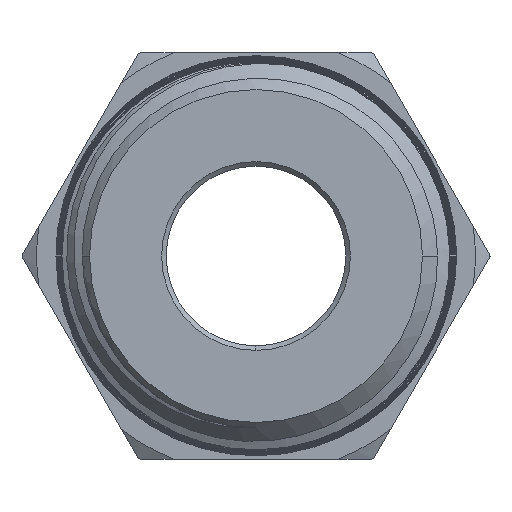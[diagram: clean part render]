
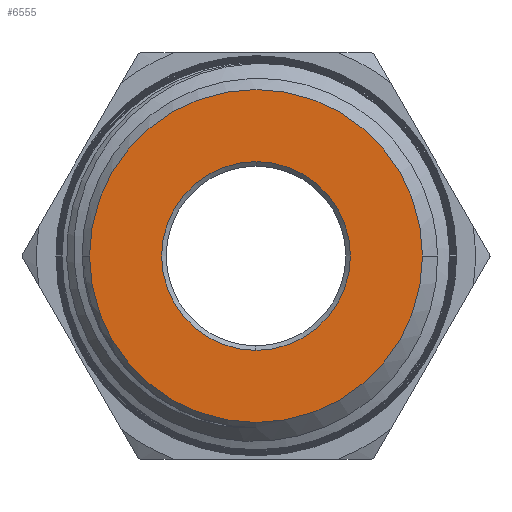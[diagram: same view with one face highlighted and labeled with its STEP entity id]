
A CAD part, left-side view. The second image highlights one B-rep face of the part: STEP entity #6555.
In plain terms, the highlighted planar face has unit normal (-1, 0, 0).
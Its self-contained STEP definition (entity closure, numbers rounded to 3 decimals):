
#2164=CARTESIAN_POINT('',(-23.35,0.,0.));
#2165=DIRECTION('',(-1.,0.,0.));
#2166=DIRECTION('',(0.,1.,0.));
#2167=AXIS2_PLACEMENT_3D('',#2164,#2165,#2166);
#2169=CARTESIAN_POINT('',(-23.35,0.,0.));
#2170=DIRECTION('',(-1.,0.,0.));
#2171=DIRECTION('',(0.,-1.,0.));
#2172=AXIS2_PLACEMENT_3D('',#2169,#2170,#2171);
#2174=CARTESIAN_POINT('',(-23.35,0.,0.));
#2175=DIRECTION('',(1.,0.,0.));
#2176=DIRECTION('',(0.,0.,-1.));
#2177=AXIS2_PLACEMENT_3D('',#2174,#2175,#2176);
#2179=CARTESIAN_POINT('',(-23.35,0.,0.));
#2180=DIRECTION('',(1.,0.,0.));
#2181=DIRECTION('',(0.,0.,1.));
#2182=AXIS2_PLACEMENT_3D('',#2179,#2180,#2181);
#4285=CARTESIAN_POINT('',(-23.35,0.,-6.25));
#4286=CARTESIAN_POINT('',(-23.35,0.,6.25));
#4287=VERTEX_POINT('',#4285);
#4288=VERTEX_POINT('',#4286);
#4302=CARTESIAN_POINT('',(-23.35,11.027,0.));
#4303=CARTESIAN_POINT('',(-23.35,-11.027,0.));
#4304=VERTEX_POINT('',#4302);
#4305=VERTEX_POINT('',#4303);
#6539=CARTESIAN_POINT('',(-23.35,0.,0.));
#6540=DIRECTION('',(-1.,0.,0.));
#6541=DIRECTION('',(0.,1.,0.));
#6542=AXIS2_PLACEMENT_3D('',#6539,#6540,#6541);
#6543=PLANE('',#6542);
#6545=ORIENTED_EDGE('',*,*,#6544,.F.);
#6547=ORIENTED_EDGE('',*,*,#6546,.F.);
#6548=EDGE_LOOP('',(#6545,#6547));
#6549=FACE_OUTER_BOUND('',#6548,.F.);
#6551=ORIENTED_EDGE('',*,*,#6550,.F.);
#6552=ORIENTED_EDGE('',*,*,#6529,.F.);
#6553=EDGE_LOOP('',(#6551,#6552));
#6554=FACE_BOUND('',#6553,.F.);
#2168=CIRCLE('',#2167,11.027);
#2173=CIRCLE('',#2172,11.027);
#2178=CIRCLE('',#2177,6.25);
#2183=CIRCLE('',#2182,6.25);
#6529=EDGE_CURVE('',#4288,#4287,#2183,.T.);
#6544=EDGE_CURVE('',#4304,#4305,#2168,.T.);
#6546=EDGE_CURVE('',#4305,#4304,#2173,.T.);
#6550=EDGE_CURVE('',#4287,#4288,#2178,.T.);
#6555=ADVANCED_FACE('',(#6549,#6554),#6543,.T.);
